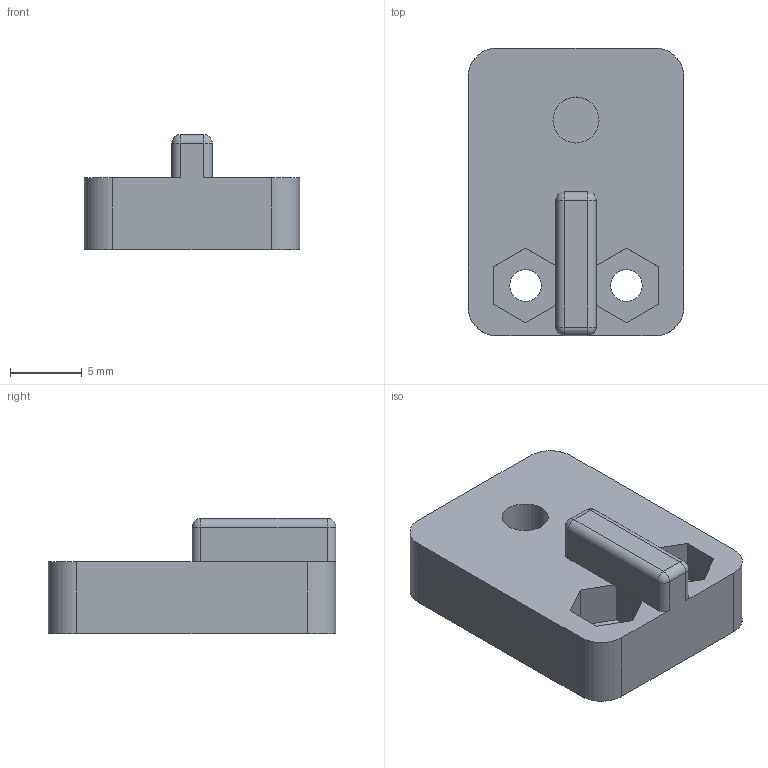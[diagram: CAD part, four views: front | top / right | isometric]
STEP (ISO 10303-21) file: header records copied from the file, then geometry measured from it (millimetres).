
FILE_DESCRIPTION(('FreeCAD Model'),'2;1');
FILE_NAME('Open CASCADE Shape Model','2021-12-29T19:05:13',('Author'),( ''),'Open CASCADE STEP processor 7.5','FreeCAD','Unknown');
FILE_SCHEMA(('AUTOMOTIVE_DESIGN { 1 0 10303 214 1 1 1 1 }'));
Length unit declared in the file: millimetre
Products named in the file (1): z-endstop.holder
Bounding box: 15 x 20 x 8 mm (x, y, z)
Volume: 1340.3 mm3; surface area: 1173.2 mm2
Topology: 1 solids, 1 shells, 48 faces, 120 edges, 72 vertices
Faces by surface type: plane 28, cylinder 16, sphere 4
Full cylindrical faces by diameter (mm): 2.2 x2, 3.2 x1, 7.2 x1
Entity records: 2906 total; most frequent: CARTESIAN_POINT 521, DIRECTION 446, LINE 268, VECTOR 268, ORIENTED_EDGE 232, PCURVE 232, DEFINITIONAL_REPRESENTATION 232, EDGE_CURVE 116
